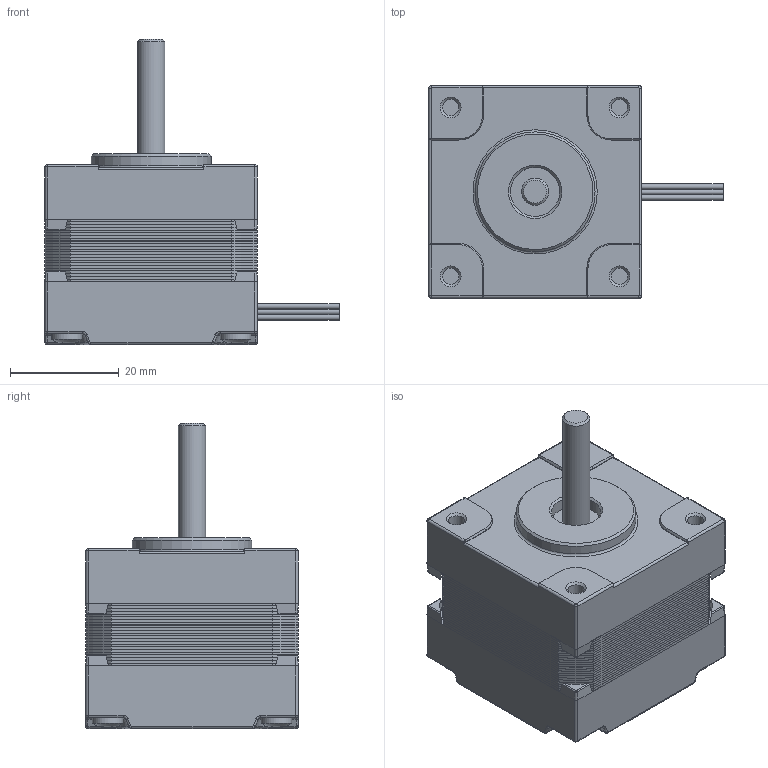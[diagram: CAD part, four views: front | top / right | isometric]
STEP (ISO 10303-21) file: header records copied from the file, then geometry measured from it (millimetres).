
FILE_DESCRIPTION(('FreeCAD Model'),'2;1');
FILE_NAME('Open CASCADE Shape Model','2024-11-17T23:24:06',(''),(''), 'Open CASCADE STEP processor 7.6','FreeCAD','Unknown');
FILE_SCHEMA(('AUTOMOTIVE_DESIGN { 1 0 10303 214 1 1 1 1 }'));
Length unit declared in the file: millimetre
Products named in the file (14): KP39HM2; front endcap; stator; rear endcap; shaft; wire grommet; wires; black wire; red wire; yellow wire; orange wire; brown wire; screws; M3x27-Screw
Assembly tree (16 placements, depth 3):
  KP39HM2
    front endcap
    stator
    rear endcap
    shaft
    wire grommet
    wires
      black wire
      red wire
      yellow wire
      orange wire
      brown wire
    screws
      M3x27-Screw  x4
Bounding box: 54 x 39 x 56 mm (x, y, z)
Volume: 50405.4 mm3; surface area: 18358.7 mm2
Topology: 14 solids, 14 shells, 944 faces, 2037 edges, 1116 vertices
Faces by surface type: cylinder 427, plane 343, bspline 88, cone 53, revolution 20, torus 9, sphere 4
Full cylindrical faces by diameter (mm): 1 x5, 3 x196, 5 x1, 5.6 x4, 8.8 x1, 9 x1, 22 x1
Entity records: 49538 total; most frequent: CARTESIAN_POINT 12226, DIRECTION 7066, LINE 4165, VECTOR 4165, ORIENTED_EDGE 3618, PCURVE 3618, DEFINITIONAL_REPRESENTATION 3618, EDGE_CURVE 1809
